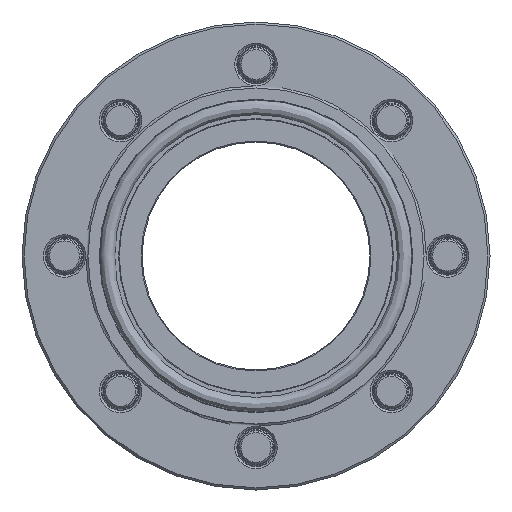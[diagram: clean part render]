
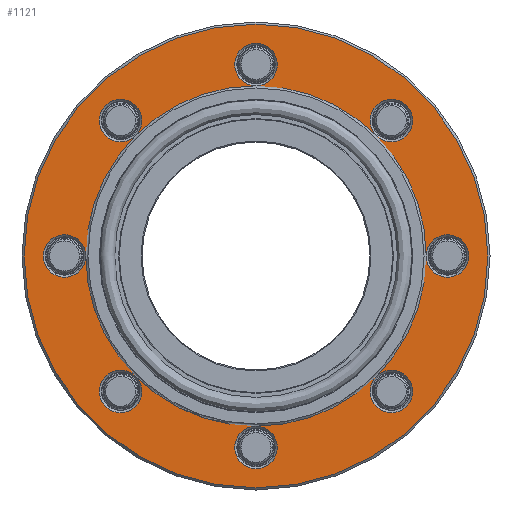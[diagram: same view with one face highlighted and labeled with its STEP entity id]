
A CAD part, left-side view. The second image highlights one B-rep face of the part: STEP entity #1121.
In plain terms, the highlighted planar face has unit normal (-1, 0, 0).
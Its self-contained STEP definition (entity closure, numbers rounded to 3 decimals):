
#802=FACE_BOUND('',#1763,.T.);
#803=FACE_BOUND('',#1764,.T.);
#1121=ADVANCED_FACE('',(#802,#803),#1283,.F.);
#1283=PLANE('',#4055);
#1763=EDGE_LOOP('',(#2583));
#1764=EDGE_LOOP('',(#2584,#2585,#2586,#2587,#2588,#2589,#2590,#2591,#2592,
#2593,#2594,#2595,#2596,#2597,#2598,#2599));
#2583=ORIENTED_EDGE('',*,*,#3340,.T.);
#2584=ORIENTED_EDGE('',*,*,#3341,.T.);
#2585=ORIENTED_EDGE('',*,*,#3342,.T.);
#2586=ORIENTED_EDGE('',*,*,#3343,.T.);
#2587=ORIENTED_EDGE('',*,*,#3344,.T.);
#2588=ORIENTED_EDGE('',*,*,#3345,.T.);
#2589=ORIENTED_EDGE('',*,*,#3346,.T.);
#2590=ORIENTED_EDGE('',*,*,#3347,.T.);
#2591=ORIENTED_EDGE('',*,*,#3348,.T.);
#2592=ORIENTED_EDGE('',*,*,#3349,.T.);
#2593=ORIENTED_EDGE('',*,*,#3350,.T.);
#2594=ORIENTED_EDGE('',*,*,#3351,.T.);
#2595=ORIENTED_EDGE('',*,*,#3352,.T.);
#2596=ORIENTED_EDGE('',*,*,#3353,.T.);
#2597=ORIENTED_EDGE('',*,*,#3354,.T.);
#2598=ORIENTED_EDGE('',*,*,#3355,.T.);
#2599=ORIENTED_EDGE('',*,*,#3356,.T.);
#2927=VERTEX_POINT('',#6386);
#2928=VERTEX_POINT('',#6388);
#2929=VERTEX_POINT('',#6390);
#2930=VERTEX_POINT('',#6393);
#2931=VERTEX_POINT('',#6396);
#2932=VERTEX_POINT('',#6399);
#2933=VERTEX_POINT('',#6402);
#2934=VERTEX_POINT('',#6405);
#2935=VERTEX_POINT('',#6408);
#3340=EDGE_CURVE('',#2927,#2927,#3569,.T.);
#3341=EDGE_CURVE('',#2928,#2928,#3570,.T.);
#3342=EDGE_CURVE('',#2928,#2929,#3571,.T.);
#3343=EDGE_CURVE('',#2929,#2929,#3572,.T.);
#3344=EDGE_CURVE('',#2929,#2930,#3573,.T.);
#3345=EDGE_CURVE('',#2930,#2930,#3574,.T.);
#3346=EDGE_CURVE('',#2930,#2931,#3575,.T.);
#3347=EDGE_CURVE('',#2931,#2931,#3576,.T.);
#3348=EDGE_CURVE('',#2931,#2932,#3577,.T.);
#3349=EDGE_CURVE('',#2932,#2932,#3578,.T.);
#3350=EDGE_CURVE('',#2932,#2933,#3579,.T.);
#3351=EDGE_CURVE('',#2933,#2933,#3580,.T.);
#3352=EDGE_CURVE('',#2933,#2934,#3581,.T.);
#3353=EDGE_CURVE('',#2934,#2934,#3582,.T.);
#3354=EDGE_CURVE('',#2934,#2935,#3583,.T.);
#3355=EDGE_CURVE('',#2935,#2935,#3584,.T.);
#3356=EDGE_CURVE('',#2935,#2928,#3585,.T.);
#3569=CIRCLE('',#4038,109.);
#3570=CIRCLE('',#4039,10.);
#3571=CIRCLE('',#4040,80.);
#3572=CIRCLE('',#4041,10.);
#3573=CIRCLE('',#4042,80.);
#3574=CIRCLE('',#4043,10.);
#3575=CIRCLE('',#4044,80.);
#3576=CIRCLE('',#4045,10.);
#3577=CIRCLE('',#4046,80.);
#3578=CIRCLE('',#4047,10.);
#3579=CIRCLE('',#4048,80.);
#3580=CIRCLE('',#4049,10.);
#3581=CIRCLE('',#4050,80.);
#3582=CIRCLE('',#4051,10.);
#3583=CIRCLE('',#4052,80.);
#3584=CIRCLE('',#4053,10.);
#3585=CIRCLE('',#4054,80.);
#4038=AXIS2_PLACEMENT_3D('',#6385,#5117,#5118);
#4039=AXIS2_PLACEMENT_3D('',#6387,#5119,#5120);
#4040=AXIS2_PLACEMENT_3D('',#6389,#5121,#5122);
#4041=AXIS2_PLACEMENT_3D('',#6391,#5123,#5124);
#4042=AXIS2_PLACEMENT_3D('',#6392,#5125,#5126);
#4043=AXIS2_PLACEMENT_3D('',#6394,#5127,#5128);
#4044=AXIS2_PLACEMENT_3D('',#6395,#5129,#5130);
#4045=AXIS2_PLACEMENT_3D('',#6397,#5131,#5132);
#4046=AXIS2_PLACEMENT_3D('',#6398,#5133,#5134);
#4047=AXIS2_PLACEMENT_3D('',#6400,#5135,#5136);
#4048=AXIS2_PLACEMENT_3D('',#6401,#5137,#5138);
#4049=AXIS2_PLACEMENT_3D('',#6403,#5139,#5140);
#4050=AXIS2_PLACEMENT_3D('',#6404,#5141,#5142);
#4051=AXIS2_PLACEMENT_3D('',#6406,#5143,#5144);
#4052=AXIS2_PLACEMENT_3D('',#6407,#5145,#5146);
#4053=AXIS2_PLACEMENT_3D('',#6409,#5147,#5148);
#4054=AXIS2_PLACEMENT_3D('',#6410,#5149,#5150);
#4055=AXIS2_PLACEMENT_3D('',#6411,#5151,#5152);
#5117=DIRECTION('',(-1.,0.,0.));
#5118=DIRECTION('',(0.,0.,-1.));
#5119=DIRECTION('',(1.,0.,0.));
#5120=DIRECTION('',(0.,0.,-1.));
#5121=DIRECTION('',(1.,0.,0.));
#5122=DIRECTION('',(0.,0.,-1.));
#5123=DIRECTION('',(1.,0.,0.));
#5124=DIRECTION('',(0.,0.,-1.));
#5125=DIRECTION('',(1.,0.,0.));
#5126=DIRECTION('',(0.,0.,-1.));
#5127=DIRECTION('',(1.,0.,0.));
#5128=DIRECTION('',(0.,0.,-1.));
#5129=DIRECTION('',(1.,0.,0.));
#5130=DIRECTION('',(0.,0.,-1.));
#5131=DIRECTION('',(1.,0.,0.));
#5132=DIRECTION('',(0.,0.,-1.));
#5133=DIRECTION('',(1.,0.,0.));
#5134=DIRECTION('',(0.,0.,-1.));
#5135=DIRECTION('',(1.,0.,0.));
#5136=DIRECTION('',(0.,0.,-1.));
#5137=DIRECTION('',(1.,0.,0.));
#5138=DIRECTION('',(0.,0.,-1.));
#5139=DIRECTION('',(1.,0.,0.));
#5140=DIRECTION('',(0.,0.,-1.));
#5141=DIRECTION('',(1.,0.,0.));
#5142=DIRECTION('',(0.,0.,-1.));
#5143=DIRECTION('',(1.,0.,0.));
#5144=DIRECTION('',(0.,0.,-1.));
#5145=DIRECTION('',(1.,0.,0.));
#5146=DIRECTION('',(0.,0.,-1.));
#5147=DIRECTION('',(1.,0.,0.));
#5148=DIRECTION('',(0.,0.,-1.));
#5149=DIRECTION('',(1.,0.,0.));
#5150=DIRECTION('',(0.,0.,-1.));
#5151=DIRECTION('',(1.,0.,0.));
#5152=DIRECTION('',(0.,0.,-1.));
#6385=CARTESIAN_POINT('',(44.617,0.,0.));
#6386=CARTESIAN_POINT('',(44.617,0.,-109.));
#6387=CARTESIAN_POINT('',(44.617,0.,90.));
#6388=CARTESIAN_POINT('',(44.617,0.,80.));
#6389=CARTESIAN_POINT('',(44.617,0.,0.));
#6390=CARTESIAN_POINT('',(44.617,-56.569,56.569));
#6391=CARTESIAN_POINT('',(44.617,-63.64,63.64));
#6392=CARTESIAN_POINT('',(44.617,0.,0.));
#6393=CARTESIAN_POINT('',(44.617,-80.,0.));
#6394=CARTESIAN_POINT('',(44.617,-90.,0.));
#6395=CARTESIAN_POINT('',(44.617,0.,0.));
#6396=CARTESIAN_POINT('',(44.617,-56.569,-56.569));
#6397=CARTESIAN_POINT('',(44.617,-63.64,-63.64));
#6398=CARTESIAN_POINT('',(44.617,0.,0.));
#6399=CARTESIAN_POINT('',(44.617,0.,-80.));
#6400=CARTESIAN_POINT('',(44.617,0.,-90.));
#6401=CARTESIAN_POINT('',(44.617,0.,0.));
#6402=CARTESIAN_POINT('',(44.617,56.569,-56.569));
#6403=CARTESIAN_POINT('',(44.617,63.64,-63.64));
#6404=CARTESIAN_POINT('',(44.617,0.,0.));
#6405=CARTESIAN_POINT('',(44.617,80.,0.));
#6406=CARTESIAN_POINT('',(44.617,90.,0.));
#6407=CARTESIAN_POINT('',(44.617,0.,0.));
#6408=CARTESIAN_POINT('',(44.617,56.569,56.569));
#6409=CARTESIAN_POINT('',(44.617,63.64,63.64));
#6410=CARTESIAN_POINT('',(44.617,0.,0.));
#6411=CARTESIAN_POINT('',(44.617,110.,0.));
